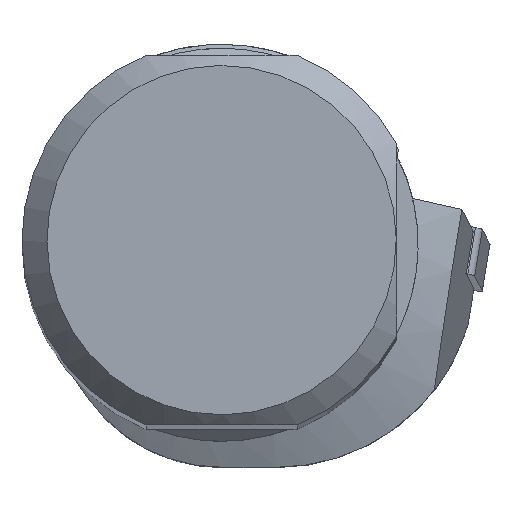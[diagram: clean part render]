
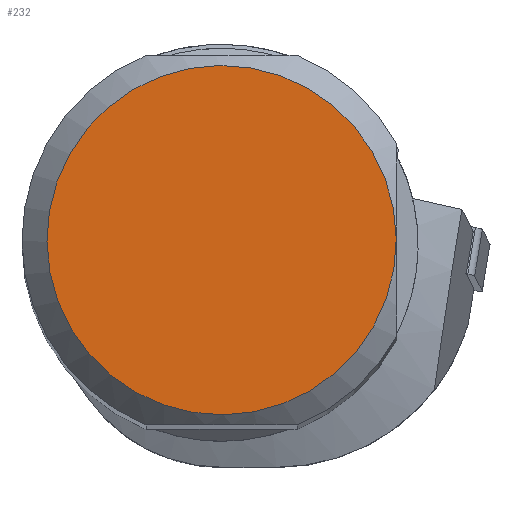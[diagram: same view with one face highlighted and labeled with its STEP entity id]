
A CAD part, top view. The second image highlights one B-rep face of the part: STEP entity #232.
In plain terms, the highlighted planar face has unit normal (0, 0, 1).
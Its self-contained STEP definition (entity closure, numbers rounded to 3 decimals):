
#174=FACE_OUTER_BOUND('',#482,.T.);
#232=ADVANCED_FACE('CU_SU_BP3',(#174),#274,.F.);
#274=PLANE('',#1283);
#482=EDGE_LOOP('',(#704));
#704=ORIENTED_EDGE('',*,*,#1038,.T.);
#909=VERTEX_POINT('',#2025);
#1038=EDGE_CURVE('',#909,#909,#1099,.T.);
#1099=CIRCLE('',#1276,17.489);
#1276=AXIS2_PLACEMENT_3D('',#2024,#1546,#1547);
#1283=AXIS2_PLACEMENT_3D('',#2074,#1562,#1563);
#1546=DIRECTION('',(0.,0.,1.));
#1547=DIRECTION('',(-0.986,0.164,0.));
#1562=DIRECTION('',(0.,0.,-1.));
#1563=DIRECTION('',(-0.986,0.164,0.));
#2024=CARTESIAN_POINT('',(0.,0.,
0.));
#2025=CARTESIAN_POINT('',(-17.252,2.872,0.));
#2074=CARTESIAN_POINT('',(-19.989,0.,0.));
